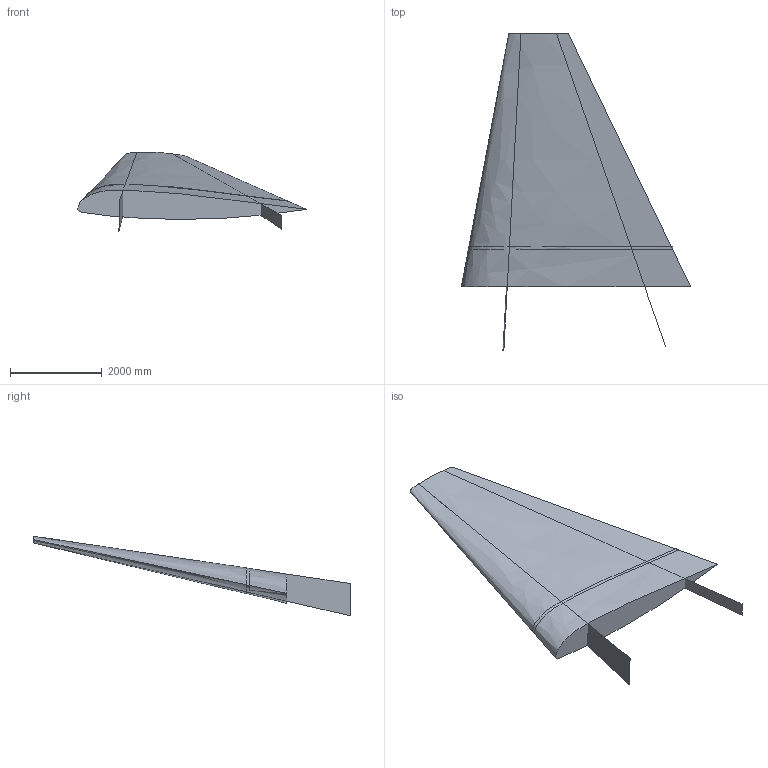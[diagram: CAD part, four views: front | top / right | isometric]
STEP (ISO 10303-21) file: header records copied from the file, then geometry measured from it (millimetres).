
FILE_DESCRIPTION(/* description */ ('STEP AP214'),/* implementation_level */ '2;1');
FILE_NAME(/* name */ '66745079c0210d6146d6fafa',/* time_stamp */ '2024-06-20T15:53:30Z',/* author */ (''),/* organization */ (''),/* preprocessor_version */ 'ST-DEVELOPER v20',/* originating_system */ ' ',/* authorisation */ ' ');
FILE_SCHEMA (('AUTOMOTIVE_DESIGN {1 0 10303 214 3 1 1}'));
Length unit declared in the file: metre
Products named in the file (7): Surface 6; Curve 1; Surface 5; Surface 4; root_AF_surf; lower; upper
Bounding box: 5000 x 6899.99 x 1733.98 mm (x, y, z)
Surface area: 43202672.6 mm2 (no closed solid volume)
Topology: 0 solids, 6 shells, 7 faces, 30 edges, 30 vertices
Faces by surface type: bspline 4, plane 3
Entity records: 3614 total; most frequent: CARTESIAN_POINT 3192, DIRECTION 38, ORIENTED_EDGE 30, EDGE_CURVE 28, VERTEX_POINT 26, LINE 18, VECTOR 18, B_SPLINE_CURVE_WITH_KNOTS 12
